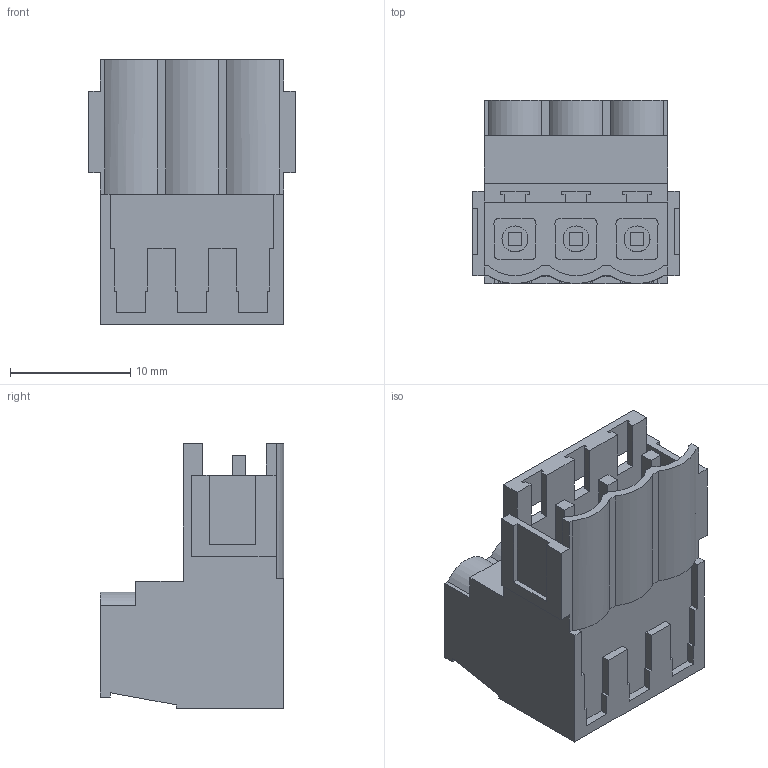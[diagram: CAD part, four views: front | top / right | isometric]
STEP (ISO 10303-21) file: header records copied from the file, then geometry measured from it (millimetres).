
FILE_DESCRIPTION(('CATIA V5 STEP Exchange','CAx-IF Rec.Pracs.--- Model Styling and Organization---1.4--- 2014-01-23'),'2;1');
FILE_NAME ('D1454252_1_1645240000_1645240000.stp','2022-08-02T07:11:16+00:00',('none'),('Weidmueller'),'CATIA Version 5-6 Release 2016 SP3 HF44','CATIA V5 STEP AP214','none');
FILE_SCHEMA(('AUTOMOTIVE_DESIGN { 1 0 10303 214 1 1 1 1 }'));
Length unit declared in the file: millimetre
Products named in the file (1): 1645240000
Bounding box: 17.2 x 15.3 x 22.05 mm (x, y, z)
Volume: 2680.7 mm3; surface area: 2724.7 mm2
Topology: 7 solids, 7 shells, 250 faces, 656 edges, 432 vertices
Faces by surface type: plane 199, cylinder 39, extrusion 12
Entity records: 7729 total; most frequent: CARTESIAN_POINT 1756, ORIENTED_EDGE 1312, DIRECTION 1027, EDGE_CURVE 656, VECTOR 552, LINE 540, VERTEX_POINT 432, AXIS2_PLACEMENT_3D 280
